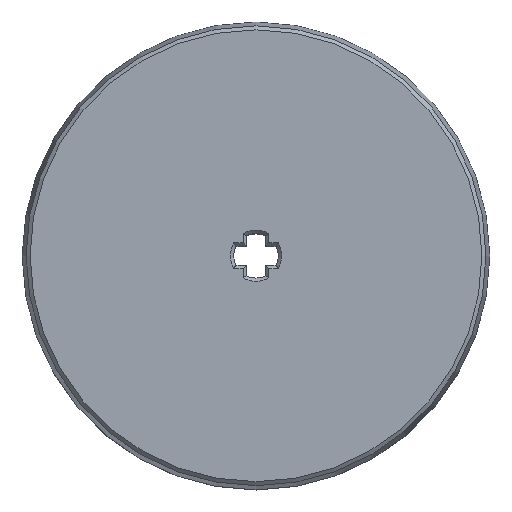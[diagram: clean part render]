
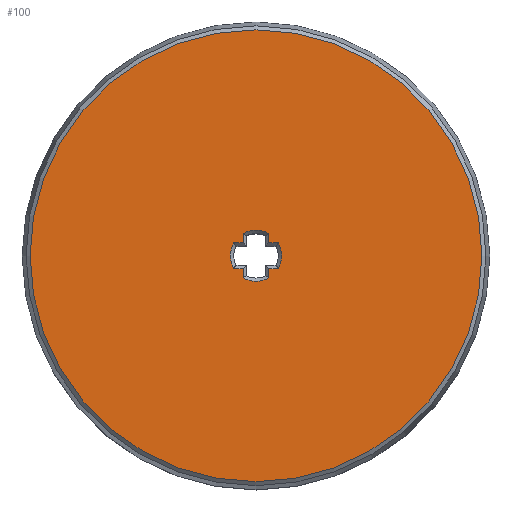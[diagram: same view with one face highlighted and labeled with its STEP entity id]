
A CAD part, top view. The second image highlights one B-rep face of the part: STEP entity #100.
In plain terms, the highlighted planar face has unit normal (0, 0, 1).
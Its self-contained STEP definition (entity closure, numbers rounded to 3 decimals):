
#55 = VERTEX_POINT('',#56);
#56 = CARTESIAN_POINT('',(26.571,0.,16.));
#64 = EDGE_CURVE('',#55,#55,#65,.T.);
#65 = CIRCLE('',#66,26.571);
#66 = AXIS2_PLACEMENT_3D('',#67,#68,#69);
#67 = CARTESIAN_POINT('',(0.,0.,16.));
#68 = DIRECTION('',(0.,0.,-1.));
#69 = DIRECTION('',(1.,0.,0.));
#100 = ADVANCED_FACE('',(#101,#104),#206,.F.);
#101 = FACE_BOUND('',#102,.T.);
#102 = EDGE_LOOP('',(#103));
#103 = ORIENTED_EDGE('',*,*,#64,.F.);
#104 = FACE_BOUND('',#105,.T.);
#105 = EDGE_LOOP('',(#106,#117,#125,#133,#142,#150,#158,#167,#175,#183,
    #192,#200));
#106 = ORIENTED_EDGE('',*,*,#107,.F.);
#107 = EDGE_CURVE('',#108,#110,#112,.T.);
#108 = VERTEX_POINT('',#109);
#109 = CARTESIAN_POINT('',(-2.604,1.52,16.));
#110 = VERTEX_POINT('',#111);
#111 = CARTESIAN_POINT('',(-2.604,-1.52,16.));
#112 = CIRCLE('',#113,3.015);
#113 = AXIS2_PLACEMENT_3D('',#114,#115,#116);
#114 = CARTESIAN_POINT('',(0.,0.,16.)
  );
#115 = DIRECTION('',(0.,0.,1.));
#116 = DIRECTION('',(-0.904,0.428,0.)
  );
#117 = ORIENTED_EDGE('',*,*,#118,.T.);
#118 = EDGE_CURVE('',#108,#119,#121,.T.);
#119 = VERTEX_POINT('',#120);
#120 = CARTESIAN_POINT('',(-1.52,1.52,16.));
#121 = LINE('',#122,#123);
#122 = CARTESIAN_POINT('',(-2.363,1.52,16.));
#123 = VECTOR('',#124,1.);
#124 = DIRECTION('',(1.,0.,0.));
#125 = ORIENTED_EDGE('',*,*,#126,.T.);
#126 = EDGE_CURVE('',#119,#127,#129,.T.);
#127 = VERTEX_POINT('',#128);
#128 = CARTESIAN_POINT('',(-1.52,2.604,16.));
#129 = LINE('',#130,#131);
#130 = CARTESIAN_POINT('',(-1.52,1.12,16.));
#131 = VECTOR('',#132,1.);
#132 = DIRECTION('',(0.,1.,0.));
#133 = ORIENTED_EDGE('',*,*,#134,.F.);
#134 = EDGE_CURVE('',#135,#127,#137,.T.);
#135 = VERTEX_POINT('',#136);
#136 = CARTESIAN_POINT('',(1.52,2.604,16.));
#137 = CIRCLE('',#138,3.015);
#138 = AXIS2_PLACEMENT_3D('',#139,#140,#141);
#139 = CARTESIAN_POINT('',(0.,0.,16.)
  );
#140 = DIRECTION('',(0.,0.,1.));
#141 = DIRECTION('',(0.428,0.904,0.)
  );
#142 = ORIENTED_EDGE('',*,*,#143,.T.);
#143 = EDGE_CURVE('',#135,#144,#146,.T.);
#144 = VERTEX_POINT('',#145);
#145 = CARTESIAN_POINT('',(1.52,1.52,16.));
#146 = LINE('',#147,#148);
#147 = CARTESIAN_POINT('',(1.52,2.363,16.));
#148 = VECTOR('',#149,1.);
#149 = DIRECTION('',(0.,-1.,0.));
#150 = ORIENTED_EDGE('',*,*,#151,.T.);
#151 = EDGE_CURVE('',#144,#152,#154,.T.);
#152 = VERTEX_POINT('',#153);
#153 = CARTESIAN_POINT('',(2.604,1.52,16.));
#154 = LINE('',#155,#156);
#155 = CARTESIAN_POINT('',(1.12,1.52,16.));
#156 = VECTOR('',#157,1.);
#157 = DIRECTION('',(1.,0.,0.));
#158 = ORIENTED_EDGE('',*,*,#159,.F.);
#159 = EDGE_CURVE('',#160,#152,#162,.T.);
#160 = VERTEX_POINT('',#161);
#161 = CARTESIAN_POINT('',(2.604,-1.52,16.));
#162 = CIRCLE('',#163,3.015);
#163 = AXIS2_PLACEMENT_3D('',#164,#165,#166);
#164 = CARTESIAN_POINT('',(0.,0.,16.)
  );
#165 = DIRECTION('',(0.,0.,1.));
#166 = DIRECTION('',(0.904,-0.428,0.)
  );
#167 = ORIENTED_EDGE('',*,*,#168,.T.);
#168 = EDGE_CURVE('',#160,#169,#171,.T.);
#169 = VERTEX_POINT('',#170);
#170 = CARTESIAN_POINT('',(1.52,-1.52,16.));
#171 = LINE('',#172,#173);
#172 = CARTESIAN_POINT('',(2.363,-1.52,16.));
#173 = VECTOR('',#174,1.);
#174 = DIRECTION('',(-1.,0.,0.));
#175 = ORIENTED_EDGE('',*,*,#176,.T.);
#176 = EDGE_CURVE('',#169,#177,#179,.T.);
#177 = VERTEX_POINT('',#178);
#178 = CARTESIAN_POINT('',(1.52,-2.604,16.));
#179 = LINE('',#180,#181);
#180 = CARTESIAN_POINT('',(1.52,-1.12,16.));
#181 = VECTOR('',#182,1.);
#182 = DIRECTION('',(0.,-1.,0.));
#183 = ORIENTED_EDGE('',*,*,#184,.F.);
#184 = EDGE_CURVE('',#185,#177,#187,.T.);
#185 = VERTEX_POINT('',#186);
#186 = CARTESIAN_POINT('',(-1.52,-2.604,16.));
#187 = CIRCLE('',#188,3.015);
#188 = AXIS2_PLACEMENT_3D('',#189,#190,#191);
#189 = CARTESIAN_POINT('',(0.,0.,16.)
  );
#190 = DIRECTION('',(0.,0.,1.));
#191 = DIRECTION('',(-0.428,-0.904,0.)
  );
#192 = ORIENTED_EDGE('',*,*,#193,.T.);
#193 = EDGE_CURVE('',#185,#194,#196,.T.);
#194 = VERTEX_POINT('',#195);
#195 = CARTESIAN_POINT('',(-1.52,-1.52,16.));
#196 = LINE('',#197,#198);
#197 = CARTESIAN_POINT('',(-1.52,-2.363,16.));
#198 = VECTOR('',#199,1.);
#199 = DIRECTION('',(0.,1.,0.));
#200 = ORIENTED_EDGE('',*,*,#201,.T.);
#201 = EDGE_CURVE('',#194,#110,#202,.T.);
#202 = LINE('',#203,#204);
#203 = CARTESIAN_POINT('',(-1.12,-1.52,16.));
#204 = VECTOR('',#205,1.);
#205 = DIRECTION('',(-1.,0.,0.));
#206 = PLANE('',#207);
#207 = AXIS2_PLACEMENT_3D('',#208,#209,#210);
#208 = CARTESIAN_POINT('',(0.,0.,16.));
#209 = DIRECTION('',(-0.,0.,-1.));
#210 = DIRECTION('',(1.,0.,0.));
